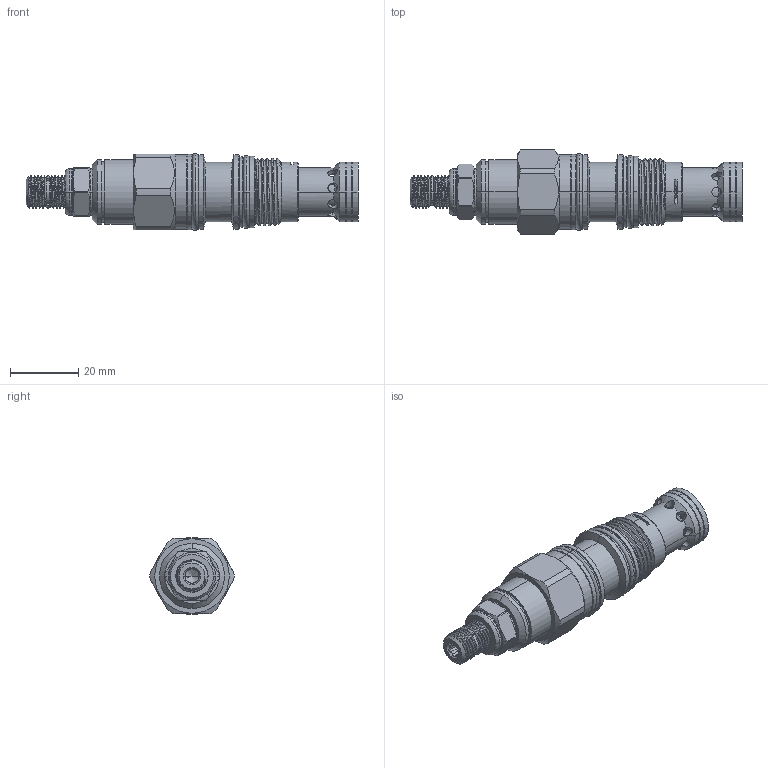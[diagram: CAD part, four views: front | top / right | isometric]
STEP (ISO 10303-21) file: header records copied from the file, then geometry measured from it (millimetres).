
FILE_DESCRIPTION (( 'STEP AP203' ), '1' );
FILE_NAME ('RV11A3G-L-85.STEP', '2020-03-24T07:52:33', ( '' ), ( '' ), 'SwSTEP 2.0', 'SolidWorks 2018', '' );
FILE_SCHEMA (( 'CONFIG_CONTROL_DESIGN' ));
Products named in the file (1): RV11A3G-L-85
Bounding box: 97.16 x 24.59 x 22.56 mm (x, y, z)
Volume: 22527.5 mm3; surface area: 12193.5 mm2
Topology: 11 solids, 11 shells, 812 faces, 2252 edges, 1425 vertices
Faces by surface type: cylinder 579, cone 95, plane 79, torus 46, bspline 7, sphere 6
Entity records: 58124 total; most frequent: CARTESIAN_POINT 38270, ORIENTED_EDGE 4496, DIRECTION 3324, EDGE_CURVE 2248, VERTEX_POINT 1425, AXIS2_PLACEMENT_3D 1297, EDGE_LOOP 1215, B_SPLINE_CURVE_WITH_KNOTS 965
